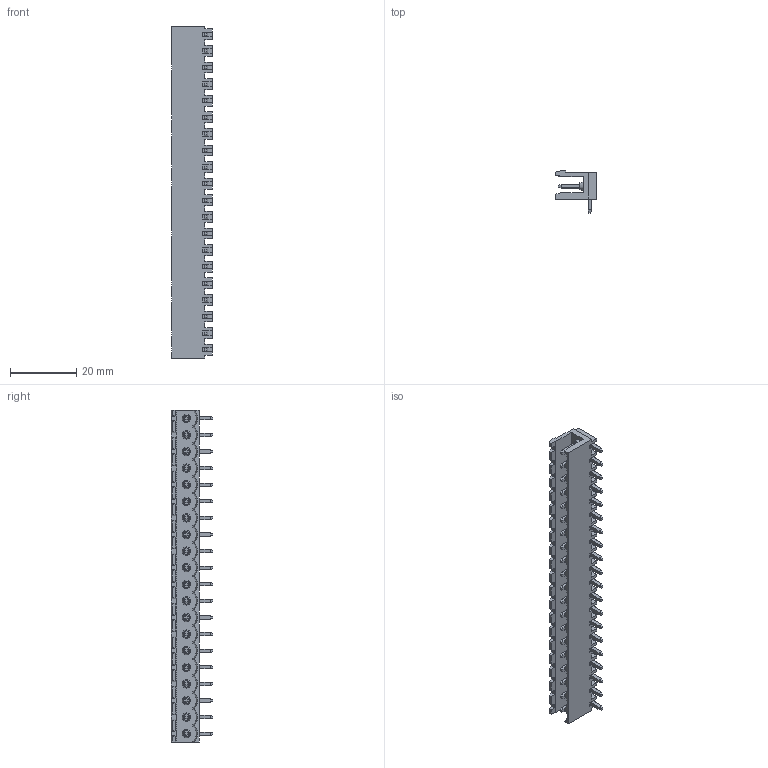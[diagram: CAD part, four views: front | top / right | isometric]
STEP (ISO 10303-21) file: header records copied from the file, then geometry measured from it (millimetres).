
FILE_DESCRIPTION(('STEP AP214'),'1');
FILE_NAME('PV20-5-H.stp','2021-03-31T16:04:37',(' '),(' '),'Spatial InterOp 3D',' ',' ');
FILE_SCHEMA(('automotive_design'));
Length unit declared in the file: metre
Products named in the file (1): 1
Bounding box: 12.2 x 12.6 x 100 mm (x, y, z)
Volume: 4356 mm3; surface area: 8333.5 mm2
Topology: 1 solids, 1 shells, 1039 faces, 2602 edges, 1648 vertices
Faces by surface type: plane 954, cylinder 44, cone 40, extrusion 1
Entity records: 38244 total; most frequent: CARTESIAN_POINT 5368, ORIENTED_EDGE 5124, DIRECTION 4747, EDGE_CURVE 2562, VECTOR 2373, LINE 2372, VERTEX_POINT 1628, AXIS2_PLACEMENT_3D 1187
